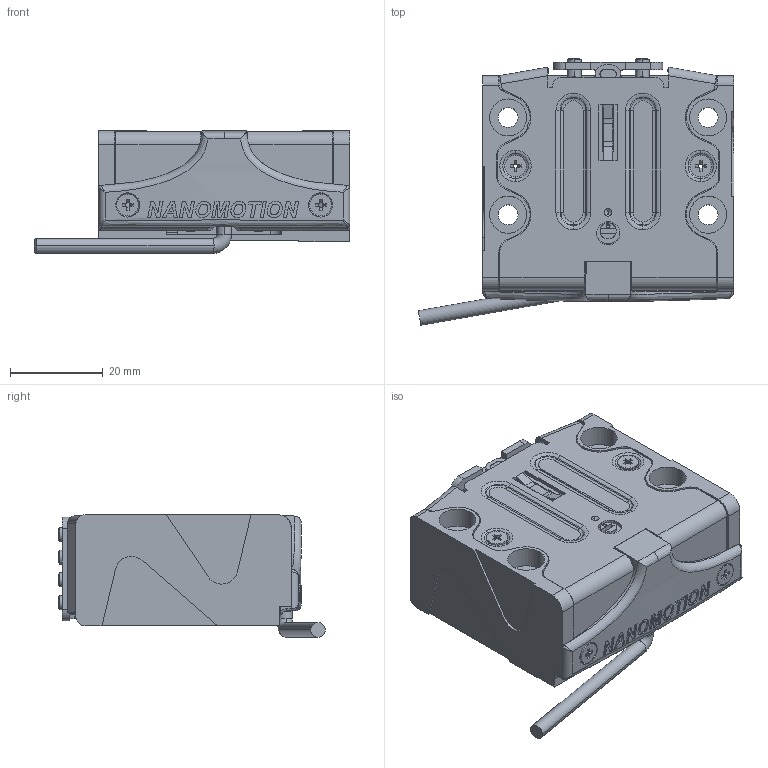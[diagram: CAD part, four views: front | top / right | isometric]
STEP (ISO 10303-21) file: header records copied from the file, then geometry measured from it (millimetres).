
FILE_DESCRIPTION (( 'STEP AP214' ), '1' );
FILE_NAME ('SE8-1-V-3-ICD.STEP', '2019-03-12T13:20:17', ( 'leonid' ), ( '' ), 'SwSTEP 2.0', 'SolidWorks 2015', '' );
FILE_SCHEMA (( 'AUTOMOTIVE_DESIGN' ));
Length unit declared in the file: millimetre
Products named in the file (2): SE8-1-V-3-ICD
Bounding box: 68.09 x 57.55 x 26.5 mm (x, y, z)
Surface area: 19063.1 mm2 (no closed solid volume)
Topology: 0 solids, 21 shells, 811 faces, 3119 edges, 2229 vertices
Faces by surface type: plane 395, cylinder 184, bspline 138, cone 57, torus 21, sphere 16
Entity records: 48331 total; most frequent: CARTESIAN_POINT 15158, ORIENTED_EDGE 4986, DIRECTION 4417, EDGE_CURVE 3109, VERTEX_POINT 2229, LINE 1673, VECTOR 1673, AXIS2_PLACEMENT_3D 1372
